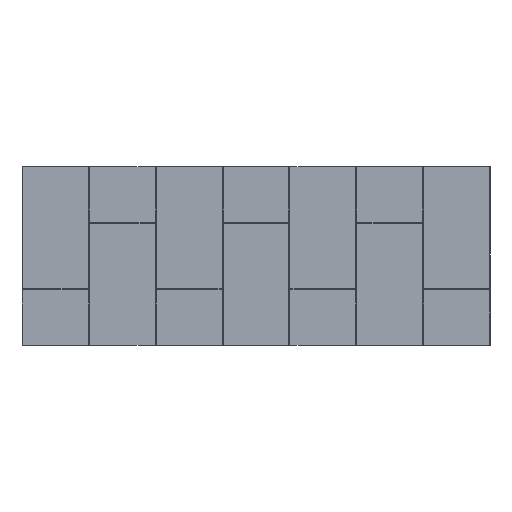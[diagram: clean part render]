
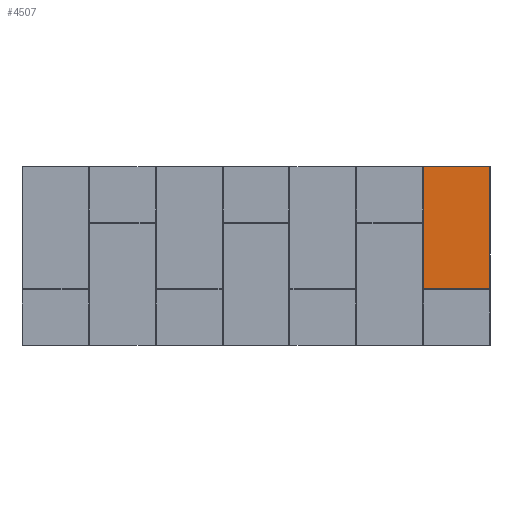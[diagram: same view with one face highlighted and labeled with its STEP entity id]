
A CAD part, top view. The second image highlights one B-rep face of the part: STEP entity #4507.
In plain terms, the highlighted planar face has unit normal (0, 0, 1).
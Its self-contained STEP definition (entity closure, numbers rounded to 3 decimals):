
#135 = CARTESIAN_POINT ( 'NONE',  ( 916.665, -607.407, 4.762 ) ) ;
#170 = VERTEX_POINT ( 'NONE', #8515 ) ;
#1030 = CARTESIAN_POINT ( 'NONE',  ( 0., -607.446, 4.762 ) ) ;
#1408 = CARTESIAN_POINT ( 'NONE',  ( 916.8, -607.446, 4.762 ) ) ;
#1495 = DIRECTION ( 'NONE',  ( 0., -1., 0. ) ) ;
#1598 = CARTESIAN_POINT ( 'NONE',  ( 916.8, -607.446, 4.762 ) ) ;
#1687 = CARTESIAN_POINT ( 'NONE',  ( 916.715, -607.432, 4.762 ) ) ;
#2194 = LINE ( 'NONE', #13467, #17745 ) ;
#2371 = EDGE_CURVE ( 'NONE', #170, #4865, #4534, .T. ) ;
#3258 = CARTESIAN_POINT ( 'NONE',  ( 916.638, -607.386, 4.762 ) ) ;
#3382 = CARTESIAN_POINT ( 'NONE',  ( 1218.235, -607.446, 4.763 ) ) ;
#3435 = DIRECTION ( 'NONE',  ( 1., 0., 0. ) ) ;
#4173 = EDGE_CURVE ( 'NONE', #8671, #4865, #16801, .T. ) ;
#4507 = ADVANCED_FACE ( 'NONE', ( #6570 ), #13873, .T. ) ;
#4534 = LINE ( 'NONE', #15532, #4584 ) ;
#4536 = ORIENTED_EDGE ( 'NONE', *, *, #12620, .T. ) ;
#4546 = CARTESIAN_POINT ( 'NONE',  ( 916.593, -607.335, 4.762 ) ) ;
#4584 = VECTOR ( 'NONE', #1495, 1000. ) ;
#4844 = EDGE_CURVE ( 'NONE', #15285, #17578, #2194, .T. ) ;
#4865 = VERTEX_POINT ( 'NONE', #9213 ) ;
#5005 = LINE ( 'NONE', #17835, #13562 ) ;
#5262 = VECTOR ( 'NONE', #3435, 1000. ) ;
#5754 = CARTESIAN_POINT ( 'NONE',  ( 916.556, -607.244, 4.762 ) ) ;
#5785 = ORIENTED_EDGE ( 'NONE', *, *, #4844, .F. ) ;
#5845 = CARTESIAN_POINT ( 'NONE',  ( 916.695, -607.424, 4.762 ) ) ;
#5942 = CARTESIAN_POINT ( 'NONE',  ( 916.756, -607.444, 4.762 ) ) ;
#6570 = FACE_OUTER_BOUND ( 'NONE', #11390, .T. ) ;
#7300 = ORIENTED_EDGE ( 'NONE', *, *, #2371, .T. ) ;
#7312 = CARTESIAN_POINT ( 'NONE',  ( 916.554, -607.2, 4.762 ) ) ;
#7404 = CARTESIAN_POINT ( 'NONE',  ( 916.614, -607.362, 4.762 ) ) ;
#8043 = DIRECTION ( 'NONE',  ( 1., 0., 0. ) ) ;
#8493 = ORIENTED_EDGE ( 'NONE', *, *, #13607, .F. ) ;
#8515 = CARTESIAN_POINT ( 'NONE',  ( 916.554, -50.8, 4.762 ) ) ;
#8612 = CARTESIAN_POINT ( 'NONE',  ( 916.654, -607.399, 4.762 ) ) ;
#8671 = VERTEX_POINT ( 'NONE', #1408 ) ;
#8701 = CARTESIAN_POINT ( 'NONE',  ( 916.62, -607.368, 4.762 ) ) ;
#9213 = CARTESIAN_POINT ( 'NONE',  ( 916.554, -607.2, 4.762 ) ) ;
#9253 = DIRECTION ( 'NONE',  ( 1., 0., 0. ) ) ;
#9608 = CARTESIAN_POINT ( 'NONE',  ( 0., 0., 4.762 ) ) ;
#10977 = CARTESIAN_POINT ( 'NONE',  ( 1218.235, -50.8, 4.763 ) ) ;
#11250 = AXIS2_PLACEMENT_3D ( 'NONE', #9608, #13779, #8043 ) ;
#11295 = CARTESIAN_POINT ( 'NONE',  ( 916.632, -607.38, 4.762 ) ) ;
#11390 = EDGE_LOOP ( 'NONE', ( #8493, #7300, #17379, #4536, #5785 ) ) ;
#12620 = EDGE_CURVE ( 'NONE', #8671, #17578, #13684, .T. ) ;
#12693 = CARTESIAN_POINT ( 'NONE',  ( 916.554, -607.222, 4.762 ) ) ;
#12871 = CARTESIAN_POINT ( 'NONE',  ( 916.778, -607.446, 4.762 ) ) ;
#13467 = CARTESIAN_POINT ( 'NONE',  ( 1218.235, 0., 4.763 ) ) ;
#13562 = VECTOR ( 'NONE', #9253, 1000. ) ;
#13607 = EDGE_CURVE ( 'NONE', #170, #15285, #5005, .T. ) ;
#13647 = DIRECTION ( 'NONE',  ( 0., -1., 0. ) ) ;
#13684 = LINE ( 'NONE', #1030, #5262 ) ;
#13779 = DIRECTION ( 'NONE',  ( 0., 0., 1. ) ) ;
#13873 = PLANE ( 'NONE',  #11250 ) ;
#14166 = CARTESIAN_POINT ( 'NONE',  ( 916.576, -607.305, 4.762 ) ) ;
#14253 = CARTESIAN_POINT ( 'NONE',  ( 916.601, -607.346, 4.762 ) ) ;
#15285 = VERTEX_POINT ( 'NONE', #10977 ) ;
#15532 = CARTESIAN_POINT ( 'NONE',  ( 916.554, 0., 4.762 ) ) ;
#16801 = B_SPLINE_CURVE_WITH_KNOTS ( 'NONE', 3,
 ( #1598, #12871, #5942, #1687, #5845, #135, #8612, #3258, #11295, #8701, #7404, #14253, #4546, #14166, #16931, #5754, #12693, #7312 ),
 .UNSPECIFIED., .F., .F.,
 ( 4, 2, 2, 2, 2, 2, 2, 2, 4 ),
 ( 0., 0.169, 0.333, 0.436, 0.5, 0.564, 0.667, 0.831, 1. ),
 .UNSPECIFIED. ) ;
#16931 = CARTESIAN_POINT ( 'NONE',  ( 916.568, -607.285, 4.762 ) ) ;
#17379 = ORIENTED_EDGE ( 'NONE', *, *, #4173, .F. ) ;
#17578 = VERTEX_POINT ( 'NONE', #3382 ) ;
#17745 = VECTOR ( 'NONE', #13647, 1000. ) ;
#17835 = CARTESIAN_POINT ( 'NONE',  ( 0., -50.8, 4.762 ) ) ;
